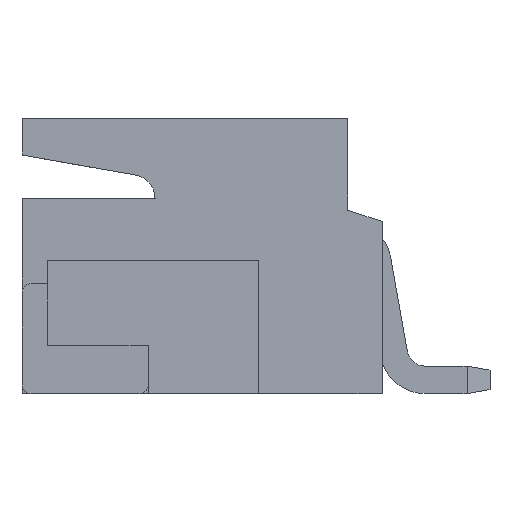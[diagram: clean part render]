
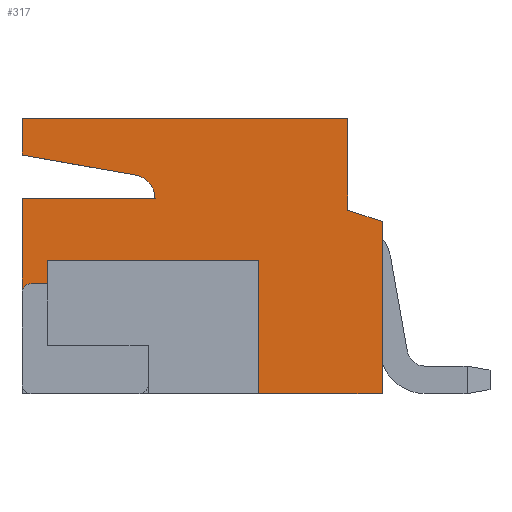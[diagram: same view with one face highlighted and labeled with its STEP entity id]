
A CAD part, left-side view. The second image highlights one B-rep face of the part: STEP entity #317.
In plain terms, the highlighted planar face has unit normal (-1, 0, 0).
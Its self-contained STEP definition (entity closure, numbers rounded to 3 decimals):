
#2 = VERTEX_POINT ( 'NONE', #1987 ) ;
#152 = VERTEX_POINT ( 'NONE', #1470 ) ;
#274 = DIRECTION ( 'NONE',  ( 0., 0., -1. ) ) ;
#281 = EDGE_CURVE ( 'NONE', #2871, #2, #6165, .T. ) ;
#291 = CARTESIAN_POINT ( 'NONE',  ( -3.8, -3.65, 0. ) ) ;
#317 = ADVANCED_FACE ( 'NONE', ( #4535 ), #4260, .F. ) ;
#327 = DIRECTION ( 'NONE',  ( 0., 0., 1. ) ) ;
#390 = CARTESIAN_POINT ( 'NONE',  ( -3.8, 1.5, 6. ) ) ;
#405 = VERTEX_POINT ( 'NONE', #985 ) ;
#457 = ORIENTED_EDGE ( 'NONE', *, *, #3663, .F. ) ;
#487 = CARTESIAN_POINT ( 'NONE',  ( -3.8, -3.65, 2.9 ) ) ;
#505 = DIRECTION ( 'NONE',  ( 0., 0., 1. ) ) ;
#522 = VERTEX_POINT ( 'NONE', #6142 ) ;
#570 = VECTOR ( 'NONE', #2995, 1000. ) ;
#630 = CARTESIAN_POINT ( 'NONE',  ( -3.8, -5.6, 4. ) ) ;
#766 = EDGE_CURVE ( 'NONE', #4383, #4674, #1389, .T. ) ;
#795 = DIRECTION ( 'NONE',  ( 0., -1., 0. ) ) ;
#813 = DIRECTION ( 'NONE',  ( 0., 1., 0. ) ) ;
#859 = CARTESIAN_POINT ( 'NONE',  ( -3.8, 0., 4.25 ) ) ;
#876 = CARTESIAN_POINT ( 'NONE',  ( -3.8, -6.35, 0. ) ) ;
#893 = VERTEX_POINT ( 'NONE', #487 ) ;
#908 = VECTOR ( 'NONE', #3541, 1000. ) ;
#940 = ORIENTED_EDGE ( 'NONE', *, *, #1786, .T. ) ;
#985 = CARTESIAN_POINT ( 'NONE',  ( -3.8, 1.5, 5.2 ) ) ;
#1032 = CARTESIAN_POINT ( 'NONE',  ( -3.8, 1.5, 0.2 ) ) ;
#1190 = EDGE_CURVE ( 'NONE', #2205, #3939, #5477, .T. ) ;
#1256 = DIRECTION ( 'NONE',  ( 0., 0., -1. ) ) ;
#1308 = EDGE_CURVE ( 'NONE', #405, #2715, #2197, .T. ) ;
#1382 = EDGE_LOOP ( 'NONE', ( #1811, #3157, #457, #5497, #940, #6126, #4663, #4487, #3473, #2137, #1640, #1957, #3310, #5809, #6130, #4519, #3002, #2171 ) ) ;
#1384 = DIRECTION ( 'NONE',  ( 0., 1., 0. ) ) ;
#1389 = LINE ( 'NONE', #3207, #3776 ) ;
#1438 = DIRECTION ( 'NONE',  ( 1., 0., 0. ) ) ;
#1468 = EDGE_CURVE ( 'NONE', #4562, #6206, #3301, .T. ) ;
#1470 = CARTESIAN_POINT ( 'NONE',  ( -3.8, -1.25, 0.2 ) ) ;
#1504 = EDGE_CURVE ( 'NONE', #5711, #4614, #4472, .T. ) ;
#1519 = CARTESIAN_POINT ( 'NONE',  ( -3.8, -0.844, 4.787 ) ) ;
#1527 = VECTOR ( 'NONE', #4981, 1000. ) ;
#1592 = LINE ( 'NONE', #630, #5448 ) ;
#1640 = ORIENTED_EDGE ( 'NONE', *, *, #2376, .T. ) ;
#1786 = EDGE_CURVE ( 'NONE', #152, #522, #1942, .T. ) ;
#1811 = ORIENTED_EDGE ( 'NONE', *, *, #5165, .T. ) ;
#1843 = VECTOR ( 'NONE', #4117, 1000. ) ;
#1942 = LINE ( 'NONE', #6446, #4465 ) ;
#1957 = ORIENTED_EDGE ( 'NONE', *, *, #3728, .F. ) ;
#1987 = CARTESIAN_POINT ( 'NONE',  ( -3.8, -5.6, 4. ) ) ;
#2076 = CARTESIAN_POINT ( 'NONE',  ( -3.8, -6.35, 0. ) ) ;
#2137 = ORIENTED_EDGE ( 'NONE', *, *, #6311, .T. ) ;
#2145 = DIRECTION ( 'NONE',  ( 0., -0.949, -0.316 ) ) ;
#2150 = CARTESIAN_POINT ( 'NONE',  ( -3.8, 1.5, 4.25 ) ) ;
#2171 = ORIENTED_EDGE ( 'NONE', *, *, #6347, .T. ) ;
#2177 = VECTOR ( 'NONE', #1256, 1000. ) ;
#2197 = LINE ( 'NONE', #5633, #2354 ) ;
#2198 = LINE ( 'NONE', #3800, #908 ) ;
#2205 = VERTEX_POINT ( 'NONE', #5390 ) ;
#2309 = EDGE_CURVE ( 'NONE', #2715, #2871, #5248, .T. ) ;
#2354 = VECTOR ( 'NONE', #6095, 1000. ) ;
#2376 = EDGE_CURVE ( 'NONE', #893, #6060, #2198, .T. ) ;
#2504 = CARTESIAN_POINT ( 'NONE',  ( -3.8, -3.65, 2.9 ) ) ;
#2545 = DIRECTION ( 'NONE',  ( 0., -0.985, -0.174 ) ) ;
#2615 = LINE ( 'NONE', #1519, #6439 ) ;
#2715 = VERTEX_POINT ( 'NONE', #3352 ) ;
#2844 = CARTESIAN_POINT ( 'NONE',  ( -3.8, 1.5, 0. ) ) ;
#2864 = LINE ( 'NONE', #2938, #1527 ) ;
#2871 = VERTEX_POINT ( 'NONE', #6451 ) ;
#2938 = CARTESIAN_POINT ( 'NONE',  ( -3.8, 0.95, 2.4 ) ) ;
#2995 = DIRECTION ( 'NONE',  ( 0., -1., 0. ) ) ;
#3002 = ORIENTED_EDGE ( 'NONE', *, *, #1308, .F. ) ;
#3157 = ORIENTED_EDGE ( 'NONE', *, *, #1190, .T. ) ;
#3207 = CARTESIAN_POINT ( 'NONE',  ( -3.8, -6.35, 3.75 ) ) ;
#3223 = DIRECTION ( 'NONE',  ( 0., 1., 0. ) ) ;
#3247 = LINE ( 'NONE', #2504, #570 ) ;
#3301 = LINE ( 'NONE', #4282, #5800 ) ;
#3310 = ORIENTED_EDGE ( 'NONE', *, *, #766, .F. ) ;
#3352 = CARTESIAN_POINT ( 'NONE',  ( -3.8, 1.5, 6. ) ) ;
#3473 = ORIENTED_EDGE ( 'NONE', *, *, #1504, .T. ) ;
#3503 = DIRECTION ( 'NONE',  ( 0., 0., 1. ) ) ;
#3541 = DIRECTION ( 'NONE',  ( 0., 0., -1. ) ) ;
#3654 = CARTESIAN_POINT ( 'NONE',  ( -3.8, 0.95, 1.05 ) ) ;
#3663 = EDGE_CURVE ( 'NONE', #6328, #3939, #5323, .T. ) ;
#3728 = EDGE_CURVE ( 'NONE', #4674, #6060, #5217, .T. ) ;
#3776 = VECTOR ( 'NONE', #4252, 1000. ) ;
#3800 = CARTESIAN_POINT ( 'NONE',  ( -3.8, -3.65, 0. ) ) ;
#3819 = DIRECTION ( 'NONE',  ( 1., 0., 0. ) ) ;
#3903 = VECTOR ( 'NONE', #795, 1000. ) ;
#3931 = CARTESIAN_POINT ( 'NONE',  ( -3.8, -3.15, 1.05 ) ) ;
#3939 = VERTEX_POINT ( 'NONE', #2150 ) ;
#3983 = VERTEX_POINT ( 'NONE', #5201 ) ;
#4117 = DIRECTION ( 'NONE',  ( 0., 1., 0. ) ) ;
#4252 = DIRECTION ( 'NONE',  ( 0., 0., -1. ) ) ;
#4260 = PLANE ( 'NONE',  #4641 ) ;
#4282 = CARTESIAN_POINT ( 'NONE',  ( -3.8, -3.15, 1.05 ) ) ;
#4288 = CARTESIAN_POINT ( 'NONE',  ( -3.8, 0.95, 2.9 ) ) ;
#4325 = VECTOR ( 'NONE', #505, 1000. ) ;
#4383 = VERTEX_POINT ( 'NONE', #5999 ) ;
#4465 = VECTOR ( 'NONE', #3503, 1000. ) ;
#4472 = LINE ( 'NONE', #5540, #4325 ) ;
#4476 = CARTESIAN_POINT ( 'NONE',  ( -3.8, -0.877, 4.25 ) ) ;
#4487 = ORIENTED_EDGE ( 'NONE', *, *, #5163, .F. ) ;
#4519 = ORIENTED_EDGE ( 'NONE', *, *, #2309, .F. ) ;
#4533 = LINE ( 'NONE', #3654, #1843 ) ;
#4535 = FACE_OUTER_BOUND ( 'NONE', #1382, .T. ) ;
#4541 = EDGE_CURVE ( 'NONE', #152, #6328, #6416, .T. ) ;
#4562 = VERTEX_POINT ( 'NONE', #5737 ) ;
#4614 = VERTEX_POINT ( 'NONE', #4288 ) ;
#4641 = AXIS2_PLACEMENT_3D ( 'NONE', #5682, #3819, #274 ) ;
#4663 = ORIENTED_EDGE ( 'NONE', *, *, #1468, .F. ) ;
#4674 = VERTEX_POINT ( 'NONE', #2076 ) ;
#4806 = CARTESIAN_POINT ( 'NONE',  ( -3.8, -5.6, 6. ) ) ;
#4920 = CARTESIAN_POINT ( 'NONE',  ( -3.8, 0.95, 2.4 ) ) ;
#4981 = DIRECTION ( 'NONE',  ( 0., -1., 0. ) ) ;
#4996 = DIRECTION ( 'NONE',  ( 0., 0., -1. ) ) ;
#5065 = VECTOR ( 'NONE', #1384, 1000. ) ;
#5163 = EDGE_CURVE ( 'NONE', #5711, #4562, #2864, .T. ) ;
#5165 = EDGE_CURVE ( 'NONE', #3983, #2205, #6323, .T. ) ;
#5201 = CARTESIAN_POINT ( 'NONE',  ( -3.8, -0.968, 4.765 ) ) ;
#5217 = LINE ( 'NONE', #876, #5065 ) ;
#5248 = LINE ( 'NONE', #390, #3903 ) ;
#5275 = DIRECTION ( 'NONE',  ( 0., 0., -1. ) ) ;
#5323 = LINE ( 'NONE', #2844, #6458 ) ;
#5338 = VECTOR ( 'NONE', #813, 1000. ) ;
#5390 = CARTESIAN_POINT ( 'NONE',  ( -3.8, -1.4, 4.25 ) ) ;
#5433 = EDGE_CURVE ( 'NONE', #6206, #522, #4533, .T. ) ;
#5448 = VECTOR ( 'NONE', #2145, 1000. ) ;
#5477 = LINE ( 'NONE', #859, #5338 ) ;
#5497 = ORIENTED_EDGE ( 'NONE', *, *, #4541, .F. ) ;
#5540 = CARTESIAN_POINT ( 'NONE',  ( -3.8, 0.95, 2.9 ) ) ;
#5633 = CARTESIAN_POINT ( 'NONE',  ( -3.8, 1.5, 0. ) ) ;
#5682 = CARTESIAN_POINT ( 'NONE',  ( -3.8, 0., 0. ) ) ;
#5711 = VERTEX_POINT ( 'NONE', #4920 ) ;
#5737 = CARTESIAN_POINT ( 'NONE',  ( -3.8, -3.15, 2.4 ) ) ;
#5800 = VECTOR ( 'NONE', #5275, 1000. ) ;
#5809 = ORIENTED_EDGE ( 'NONE', *, *, #5931, .F. ) ;
#5931 = EDGE_CURVE ( 'NONE', #2, #4383, #1592, .T. ) ;
#5999 = CARTESIAN_POINT ( 'NONE',  ( -3.8, -6.35, 3.75 ) ) ;
#6060 = VERTEX_POINT ( 'NONE', #291 ) ;
#6095 = DIRECTION ( 'NONE',  ( 0., 0., 1. ) ) ;
#6126 = ORIENTED_EDGE ( 'NONE', *, *, #5433, .F. ) ;
#6130 = ORIENTED_EDGE ( 'NONE', *, *, #281, .F. ) ;
#6142 = CARTESIAN_POINT ( 'NONE',  ( -3.8, -1.25, 1.05 ) ) ;
#6165 = LINE ( 'NONE', #4806, #2177 ) ;
#6206 = VERTEX_POINT ( 'NONE', #3931 ) ;
#6218 = CARTESIAN_POINT ( 'NONE',  ( -3.8, -1.835, 0.2 ) ) ;
#6219 = AXIS2_PLACEMENT_3D ( 'NONE', #4476, #1438, #4996 ) ;
#6275 = VECTOR ( 'NONE', #3223, 1000. ) ;
#6311 = EDGE_CURVE ( 'NONE', #4614, #893, #3247, .T. ) ;
#6323 = CIRCLE ( 'NONE', #6219, 0.523 ) ;
#6328 = VERTEX_POINT ( 'NONE', #1032 ) ;
#6347 = EDGE_CURVE ( 'NONE', #405, #3983, #2615, .T. ) ;
#6416 = LINE ( 'NONE', #6218, #6275 ) ;
#6439 = VECTOR ( 'NONE', #2545, 1000. ) ;
#6446 = CARTESIAN_POINT ( 'NONE',  ( -3.8, -1.25, 1.05 ) ) ;
#6451 = CARTESIAN_POINT ( 'NONE',  ( -3.8, -5.6, 6. ) ) ;
#6458 = VECTOR ( 'NONE', #327, 1000. ) ;
